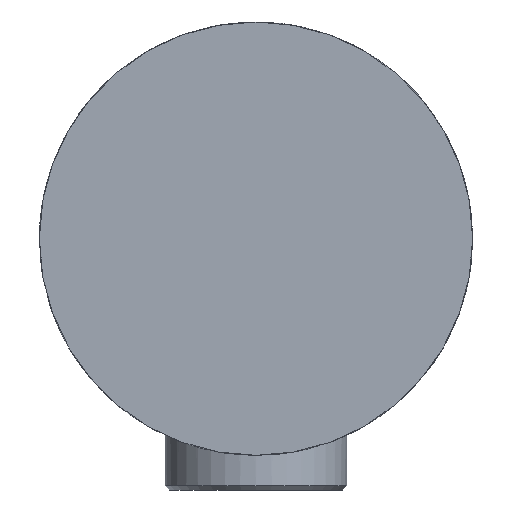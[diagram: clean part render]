
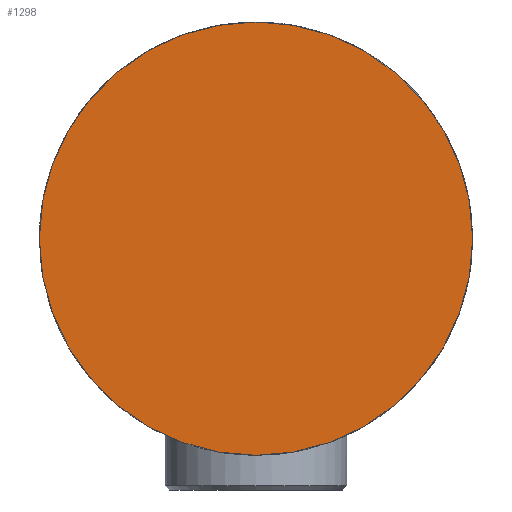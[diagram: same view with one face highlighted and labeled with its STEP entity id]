
A CAD part, left-side view. The second image highlights one B-rep face of the part: STEP entity #1298.
In plain terms, the highlighted planar face has unit normal (-1, 0, 0).
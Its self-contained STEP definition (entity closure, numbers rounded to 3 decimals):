
#177=PLANE('',#1589);
#207=CIRCLE('',#1588,25.);
#270=ORIENTED_EDGE('',*,*,#609,.T.);
#609=EDGE_CURVE('',#843,#843,#207,.T.);
#843=VERTEX_POINT('',#2289);
#1140=EDGE_LOOP('',(#270));
#1216=FACE_BOUND('',#1140,.T.);
#1298=ADVANCED_FACE('',(#1216),#177,.T.);
#1588=AXIS2_PLACEMENT_3D('',#2288,#1702,#1703);
#1589=AXIS2_PLACEMENT_3D('',#2290,#1704,#1705);
#1702=DIRECTION('',(-1.,0.,0.));
#1703=DIRECTION('',(0.,0.,1.));
#1704=DIRECTION('',(-1.,0.,0.));
#1705=DIRECTION('',(0.,-1.,0.));
#2288=CARTESIAN_POINT('',(0.,0.,0.));
#2289=CARTESIAN_POINT('',(0.,0.,25.));
#2290=CARTESIAN_POINT('',(0.,0.,0.));
